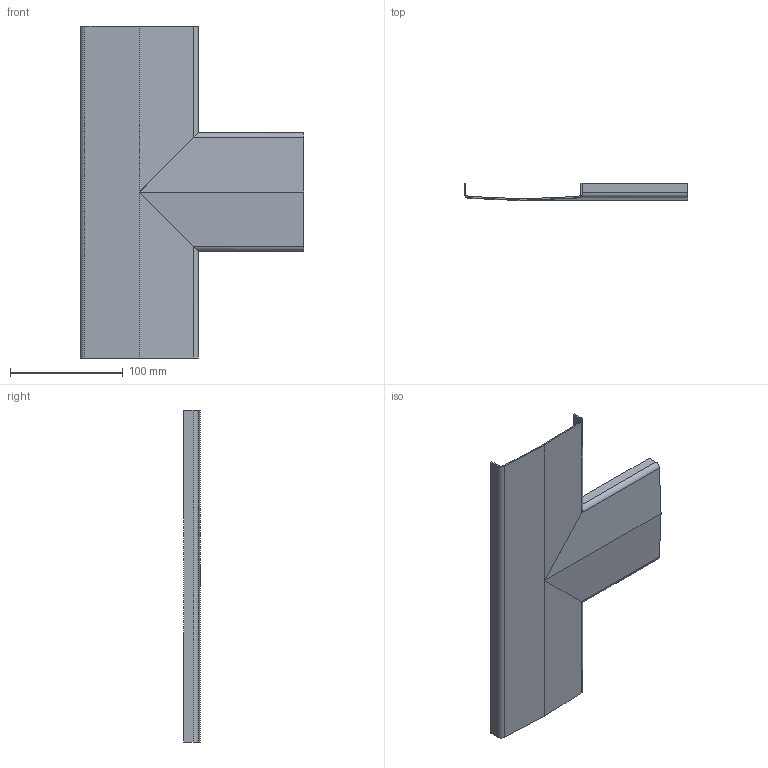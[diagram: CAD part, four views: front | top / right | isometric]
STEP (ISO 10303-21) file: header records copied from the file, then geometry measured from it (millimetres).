
FILE_DESCRIPTION(/* description */ (''),/* implementation_level */ '2;1');
FILE_NAME(/* name */ 'XB-9052',/* time_stamp */ '2023-02-17T15:25:51+08:00',/* author */ (''),/* organization */ (''),/* preprocessor_version */ 'ST-DEVELOPER v9',/* originating_system */ 'EDS PLM SOLUTIONS - UNIGRAPHICS NX 2.0',/* authorisation */ '');
FILE_SCHEMA (('CONFIG_CONTROL_DESIGN'));
Length unit declared in the file: millimetre
Products named in the file (1): Admi287708q8
Bounding box: 198.8 x 15 x 295 mm (x, y, z)
Volume: 57159.1 mm3; surface area: 96524.2 mm2
Topology: 1 solids, 1 shells, 36 faces, 94 edges, 60 vertices
Faces by surface type: plane 25, cylinder 10, bspline 1
Entity records: 1183 total; most frequent: CARTESIAN_POINT 209, ORIENTED_EDGE 188, DIRECTION 177, EDGE_CURVE 94, LINE 77, VECTOR 77, VERTEX_POINT 60, AXIS2_PLACEMENT_3D 50
